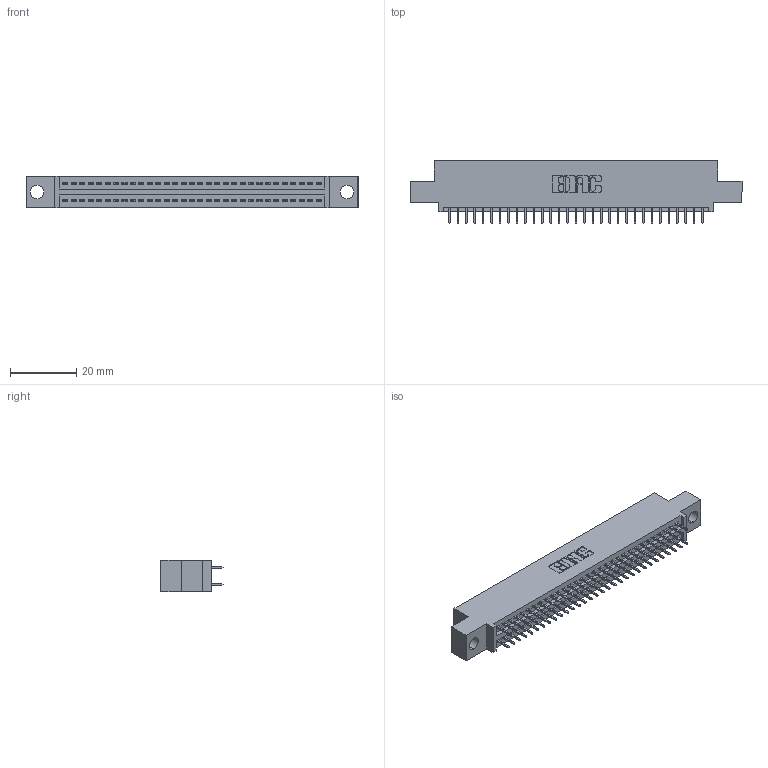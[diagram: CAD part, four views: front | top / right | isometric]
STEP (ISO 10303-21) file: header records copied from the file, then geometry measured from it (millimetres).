
FILE_DESCRIPTION (( 'STEP AP203' ), '1' );
FILE_NAME ('845-062-525-504.STEP', '2020-09-23T16:49:29', ( '' ), ( '' ), 'SwSTEP 2.0', 'SolidWorks 2020', '' );
FILE_SCHEMA (( 'CONFIG_CONTROL_DESIGN' ));
Length unit declared in the file: inch
Products named in the file (3): 845-062-525-504; 345-292-001_345-293-125; 845 Part_0.110 Offset - 0.156 Dia-TH
Assembly tree (63 placements, depth 2):
  845-062-525-504
    845 Part_0.110 Offset - 0.156 Dia-TH
    345-292-001_345-293-125  x62
Bounding box: 99.95 x 18.72 x 9.4 mm (x, y, z)
Volume: 9343.8 mm3; surface area: 13199.1 mm2
Topology: 63 solids, 63 shells, 3478 faces, 9839 edges, 6310 vertices
Faces by surface type: plane 2502, cylinder 976
Entity records: 26013 total; most frequent: CARTESIAN_POINT 4372, ORIENTED_EDGE 4306, DIRECTION 3869, EDGE_CURVE 2153, VECTOR 1901, LINE 1901, VERTEX_POINT 1430, AXIS2_PLACEMENT_3D 984
